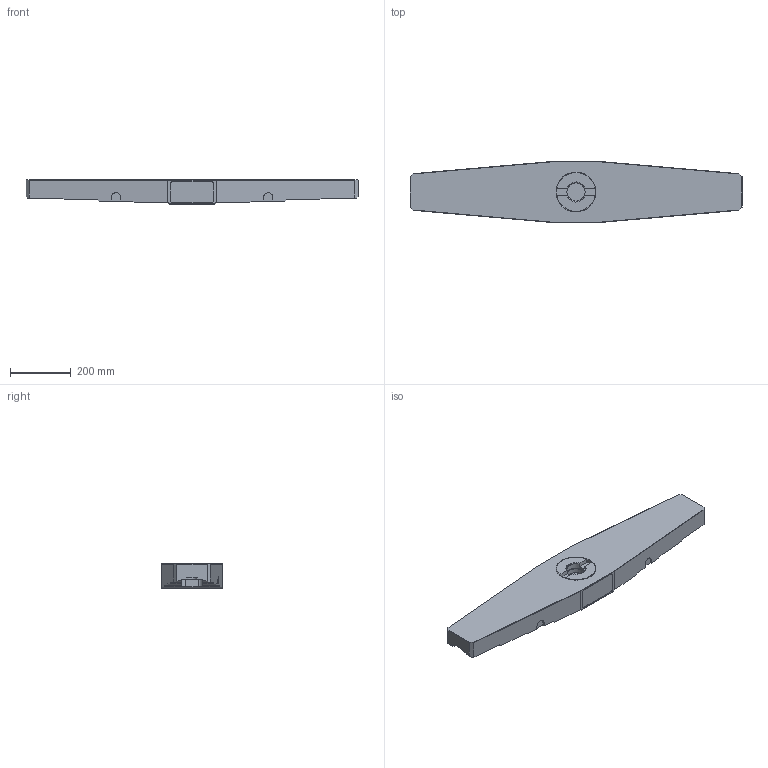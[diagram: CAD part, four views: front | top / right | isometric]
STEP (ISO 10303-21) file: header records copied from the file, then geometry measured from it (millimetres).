
FILE_DESCRIPTION(/* description */ (''),/* implementation_level */ '2;1');
FILE_NAME(/* name */ 'A731S002.stp',/* time_stamp */ '2015-06-09T14:33:23+05:00',/* author */ (''),/* organization */ (''),/* preprocessor_version */ 'ST-DEVELOPER v11',/* originating_system */ 'SIEMENS PLM Software NX 7.5',/* authorisation */ '');
FILE_SCHEMA (('AUTOMOTIVE_DESIGN { 1 0 10303 214 1 1 1 1 }'));
Length unit declared in the file: millimetre
Products named in the file (1): Jana2931nks3
Bounding box: 1090 x 200 x 80.6 mm (x, y, z)
Volume: 10935945.3 mm3; surface area: 602636.2 mm2
Topology: 1 solids, 2 shells, 176 faces, 481 edges, 314 vertices
Faces by surface type: plane 124, cylinder 37, cone 11, torus 4
Full cylindrical faces by diameter (mm): 60 x2, 64 x1, 130 x1, 135 x1
Entity records: 5505 total; most frequent: CARTESIAN_POINT 1032, ORIENTED_EDGE 932, DIRECTION 901, EDGE_CURVE 466, LINE 361, VECTOR 361, VERTEX_POINT 309, AXIS2_PLACEMENT_3D 270
